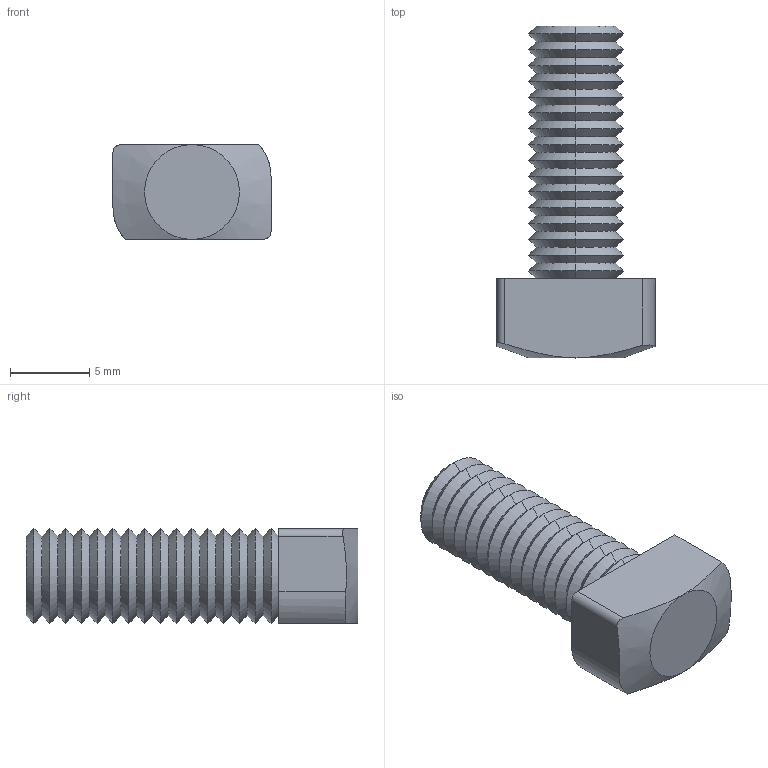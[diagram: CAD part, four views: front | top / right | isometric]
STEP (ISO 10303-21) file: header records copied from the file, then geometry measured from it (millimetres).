
FILE_DESCRIPTION (( 'STEP AP203' ), '1' );
FILE_NAME ('084.301.048.STEP', '2015-06-03T13:11:20', ( '' ), ( '' ), 'SwSTEP 2.0', 'SolidWorks 2012', '' );
FILE_SCHEMA (( 'CONFIG_CONTROL_DESIGN' ));
Length unit declared in the file: millimetre
Products named in the file (1): 084.301.048
Bounding box: 10 x 21 x 6 mm (x, y, z)
Volume: 663.9 mm3; surface area: 647 mm2
Topology: 1 solids, 1 shells, 77 faces, 158 edges, 84 vertices
Faces by surface type: cone 66, plane 7, cylinder 4
Entity records: 2095 total; most frequent: CARTESIAN_POINT 386, DIRECTION 376, ORIENTED_EDGE 316, EDGE_CURVE 158, AXIS2_PLACEMENT_3D 150, VERTEX_POINT 84, EDGE_LOOP 78, FACE_OUTER_BOUND 77
